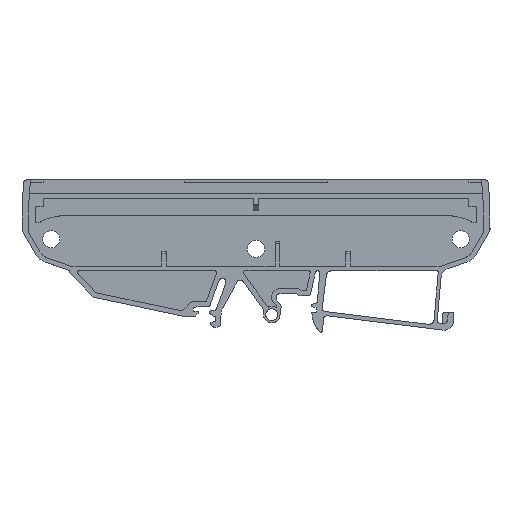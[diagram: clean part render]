
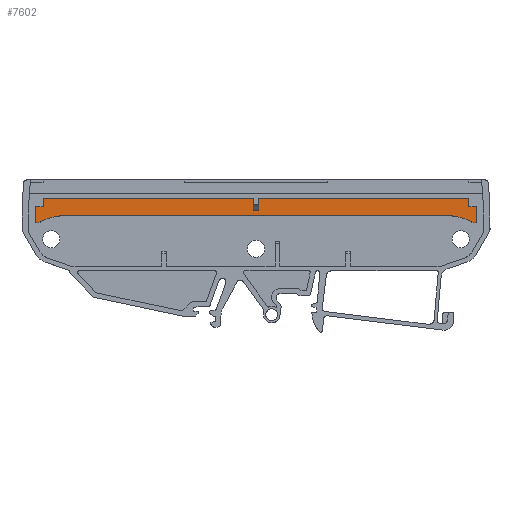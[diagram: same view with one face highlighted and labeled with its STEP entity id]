
A CAD part, left-side view. The second image highlights one B-rep face of the part: STEP entity #7602.
In plain terms, the highlighted planar face has unit normal (-1, 0, 0).
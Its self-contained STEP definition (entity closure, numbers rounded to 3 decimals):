
#4741=AXIS2_PLACEMENT_3D('Plane Axis2P3D',#4738,#4739,#4740) ;
#7164=AXIS2_PLACEMENT_3D('Circle Axis2P3D',#7162,#7163,$) ;
#7322=AXIS2_PLACEMENT_3D('Circle Axis2P3D',#7320,#7321,$) ;
#4738=CARTESIAN_POINT('Axis2P3D Location',(5.,65.4,23.152)) ;
#7059=CARTESIAN_POINT('Vertex',(5.,5.948,37.404)) ;
#7062=CARTESIAN_POINT('Line Origine',(5.,5.948,36.228)) ;
#7066=CARTESIAN_POINT('Vertex',(5.,5.948,35.052)) ;
#7087=CARTESIAN_POINT('Line Origine',(5.,4.856,35.052)) ;
#7091=CARTESIAN_POINT('Vertex',(5.,3.765,35.052)) ;
#7112=CARTESIAN_POINT('Line Origine',(5.,3.765,32.802)) ;
#7116=CARTESIAN_POINT('Vertex',(5.,3.765,30.552)) ;
#7137=CARTESIAN_POINT('Line Origine',(5.,4.133,30.552)) ;
#7141=CARTESIAN_POINT('Vertex',(5.,4.5,30.552)) ;
#7162=CARTESIAN_POINT('Axis2P3D Location',(5.,4.499,31.054)) ;
#7166=CARTESIAN_POINT('Vertex',(5.,4.746,30.616)) ;
#7191=CARTESIAN_POINT('Vertex',(5.,8.68,32.152)) ;
#7195=CARTESIAN_POINT('Control Point',(5.,8.68,32.152)) ;
#7196=CARTESIAN_POINT('Control Point',(5.002,7.304,31.828)) ;
#7197=CARTESIAN_POINT('Control Point',(4.999,5.975,31.309)) ;
#7198=CARTESIAN_POINT('Control Point',(5.,4.746,30.616)) ;
#7217=CARTESIAN_POINT('Vertex',(5.,12.124,32.552)) ;
#7221=CARTESIAN_POINT('Control Point',(5.,12.124,32.552)) ;
#7222=CARTESIAN_POINT('Control Point',(5.,11.422,32.552)) ;
#7223=CARTESIAN_POINT('Control Point',(4.999,10.72,32.51)) ;
#7224=CARTESIAN_POINT('Control Point',(5.,10.055,32.433)) ;
#7225=CARTESIAN_POINT('Control Point',(5.,9.362,32.313)) ;
#7226=CARTESIAN_POINT('Control Point',(5.,8.68,32.152)) ;
#7241=CARTESIAN_POINT('Line Origine',(5.,65.4,32.552)) ;
#7245=CARTESIAN_POINT('Vertex',(5.,118.676,32.552)) ;
#7270=CARTESIAN_POINT('Vertex',(5.,122.12,32.152)) ;
#7274=CARTESIAN_POINT('Control Point',(5.,118.676,32.552)) ;
#7275=CARTESIAN_POINT('Control Point',(5.,119.378,32.552)) ;
#7276=CARTESIAN_POINT('Control Point',(4.999,120.08,32.51)) ;
#7277=CARTESIAN_POINT('Control Point',(5.,120.745,32.433)) ;
#7278=CARTESIAN_POINT('Control Point',(5.,121.438,32.313)) ;
#7279=CARTESIAN_POINT('Control Point',(5.,122.12,32.152)) ;
#7298=CARTESIAN_POINT('Vertex',(5.,126.054,30.616)) ;
#7302=CARTESIAN_POINT('Control Point',(5.,122.12,32.152)) ;
#7303=CARTESIAN_POINT('Control Point',(5.002,123.496,31.828)) ;
#7304=CARTESIAN_POINT('Control Point',(4.999,124.825,31.309)) ;
#7305=CARTESIAN_POINT('Control Point',(5.,126.054,30.616)) ;
#7320=CARTESIAN_POINT('Axis2P3D Location',(5.,126.301,31.054)) ;
#7324=CARTESIAN_POINT('Vertex',(5.,126.3,30.552)) ;
#7340=CARTESIAN_POINT('Line Origine',(5.,126.667,30.552)) ;
#7344=CARTESIAN_POINT('Vertex',(5.,127.035,30.552)) ;
#7365=CARTESIAN_POINT('Line Origine',(5.,127.035,32.802)) ;
#7369=CARTESIAN_POINT('Vertex',(5.,127.035,35.052)) ;
#7385=CARTESIAN_POINT('Line Origine',(5.,125.944,35.052)) ;
#7389=CARTESIAN_POINT('Vertex',(5.,124.852,35.052)) ;
#7410=CARTESIAN_POINT('Line Origine',(5.,124.852,36.228)) ;
#7414=CARTESIAN_POINT('Vertex',(5.,124.852,37.404)) ;
#7435=CARTESIAN_POINT('Line Origine',(5.,95.476,37.404)) ;
#7439=CARTESIAN_POINT('Vertex',(5.,66.1,37.404)) ;
#7460=CARTESIAN_POINT('Line Origine',(5.,66.1,35.728)) ;
#7464=CARTESIAN_POINT('Vertex',(5.,66.1,34.052)) ;
#7537=CARTESIAN_POINT('Vertex',(5.,64.7,34.052)) ;
#7540=CARTESIAN_POINT('Line Origine',(5.,64.7,35.728)) ;
#7544=CARTESIAN_POINT('Vertex',(5.,64.7,37.404)) ;
#7562=CARTESIAN_POINT('Line Origine',(5.,35.324,37.404)) ;
#7575=CARTESIAN_POINT('Line Origine',(5.,65.4,34.052)) ;
#4739=DIRECTION('Axis2P3D Direction',(1.,0.,0.)) ;
#4740=DIRECTION('Axis2P3D XDirection',(0.,1.,0.)) ;
#7063=DIRECTION('Vector Direction',(0.,0.,1.)) ;
#7088=DIRECTION('Vector Direction',(0.,-1.,0.)) ;
#7113=DIRECTION('Vector Direction',(0.,0.,1.)) ;
#7138=DIRECTION('Vector Direction',(0.,1.,0.)) ;
#7163=DIRECTION('Axis2P3D Direction',(-1.,0.,0.)) ;
#7242=DIRECTION('Vector Direction',(0.,1.,0.)) ;
#7321=DIRECTION('Axis2P3D Direction',(-1.,0.,0.)) ;
#7341=DIRECTION('Vector Direction',(0.,1.,0.)) ;
#7366=DIRECTION('Vector Direction',(0.,0.,1.)) ;
#7386=DIRECTION('Vector Direction',(0.,-1.,0.)) ;
#7411=DIRECTION('Vector Direction',(0.,0.,-1.)) ;
#7436=DIRECTION('Vector Direction',(0.,-1.,0.)) ;
#7461=DIRECTION('Vector Direction',(0.,0.,-1.)) ;
#7541=DIRECTION('Vector Direction',(0.,0.,-1.)) ;
#7563=DIRECTION('Vector Direction',(0.,-1.,0.)) ;
#7576=DIRECTION('Vector Direction',(0.,1.,0.)) ;
#7064=VECTOR('Line Direction',#7063,1.) ;
#7089=VECTOR('Line Direction',#7088,1.) ;
#7114=VECTOR('Line Direction',#7113,1.) ;
#7139=VECTOR('Line Direction',#7138,1.) ;
#7243=VECTOR('Line Direction',#7242,1.) ;
#7342=VECTOR('Line Direction',#7341,1.) ;
#7367=VECTOR('Line Direction',#7366,1.) ;
#7387=VECTOR('Line Direction',#7386,1.) ;
#7412=VECTOR('Line Direction',#7411,1.) ;
#7437=VECTOR('Line Direction',#7436,1.) ;
#7462=VECTOR('Line Direction',#7461,1.) ;
#7542=VECTOR('Line Direction',#7541,1.) ;
#7564=VECTOR('Line Direction',#7563,1.) ;
#7577=VECTOR('Line Direction',#7576,1.) ;
#7581=ORIENTED_EDGE('',*,*,#7247,.F.) ;
#7582=ORIENTED_EDGE('',*,*,#7227,.F.) ;
#7583=ORIENTED_EDGE('',*,*,#7199,.F.) ;
#7584=ORIENTED_EDGE('',*,*,#7168,.T.) ;
#7585=ORIENTED_EDGE('',*,*,#7143,.F.) ;
#7586=ORIENTED_EDGE('',*,*,#7118,.T.) ;
#7587=ORIENTED_EDGE('',*,*,#7093,.F.) ;
#7588=ORIENTED_EDGE('',*,*,#7068,.T.) ;
#7589=ORIENTED_EDGE('',*,*,#7566,.F.) ;
#7590=ORIENTED_EDGE('',*,*,#7546,.T.) ;
#7591=ORIENTED_EDGE('',*,*,#7579,.T.) ;
#7592=ORIENTED_EDGE('',*,*,#7466,.F.) ;
#7593=ORIENTED_EDGE('',*,*,#7441,.F.) ;
#7594=ORIENTED_EDGE('',*,*,#7416,.T.) ;
#7595=ORIENTED_EDGE('',*,*,#7391,.F.) ;
#7596=ORIENTED_EDGE('',*,*,#7371,.F.) ;
#7597=ORIENTED_EDGE('',*,*,#7346,.F.) ;
#7598=ORIENTED_EDGE('',*,*,#7326,.T.) ;
#7599=ORIENTED_EDGE('',*,*,#7306,.F.) ;
#7600=ORIENTED_EDGE('',*,*,#7280,.F.) ;
#7602=ADVANCED_FACE('ABSCHLUSSPLATTE',(#7601),#4742,.F.) ;
#7194=B_SPLINE_CURVE_WITH_KNOTS('',3,(#7195,#7196,#7197,#7198),.UNSPECIFIED.,.F.,.U.,(4,4),(0.,9.275),.UNSPECIFIED.) ;
#7220=B_SPLINE_CURVE_WITH_KNOTS('',5,(#7221,#7222,#7223,#7224,#7225,#7226),.UNSPECIFIED.,.F.,.U.,(6,6),(0.,7.674),.UNSPECIFIED.) ;
#7273=B_SPLINE_CURVE_WITH_KNOTS('',5,(#7274,#7275,#7276,#7277,#7278,#7279),.UNSPECIFIED.,.F.,.U.,(6,6),(0.,7.674),.UNSPECIFIED.) ;
#7301=B_SPLINE_CURVE_WITH_KNOTS('',3,(#7302,#7303,#7304,#7305),.UNSPECIFIED.,.F.,.U.,(4,4),(0.,9.275),.UNSPECIFIED.) ;
#7165=CIRCLE('generated circle',#7164,0.502) ;
#7323=CIRCLE('generated circle',#7322,0.502) ;
#7068=EDGE_CURVE('',#7067,#7060,#7065,.T.) ;
#7093=EDGE_CURVE('',#7067,#7092,#7090,.T.) ;
#7118=EDGE_CURVE('',#7117,#7092,#7115,.T.) ;
#7143=EDGE_CURVE('',#7117,#7142,#7140,.T.) ;
#7168=EDGE_CURVE('',#7167,#7142,#7165,.T.) ;
#7199=EDGE_CURVE('',#7167,#7192,#7194,.F.) ;
#7227=EDGE_CURVE('',#7192,#7218,#7220,.F.) ;
#7247=EDGE_CURVE('',#7218,#7246,#7244,.T.) ;
#7280=EDGE_CURVE('',#7246,#7271,#7273,.T.) ;
#7306=EDGE_CURVE('',#7271,#7299,#7301,.T.) ;
#7326=EDGE_CURVE('',#7325,#7299,#7323,.T.) ;
#7346=EDGE_CURVE('',#7325,#7345,#7343,.T.) ;
#7371=EDGE_CURVE('',#7345,#7370,#7368,.T.) ;
#7391=EDGE_CURVE('',#7370,#7390,#7388,.T.) ;
#7416=EDGE_CURVE('',#7415,#7390,#7413,.T.) ;
#7441=EDGE_CURVE('',#7415,#7440,#7438,.T.) ;
#7466=EDGE_CURVE('',#7440,#7465,#7463,.T.) ;
#7546=EDGE_CURVE('',#7545,#7538,#7543,.T.) ;
#7566=EDGE_CURVE('',#7545,#7060,#7565,.T.) ;
#7579=EDGE_CURVE('',#7538,#7465,#7578,.T.) ;
#7580=EDGE_LOOP('',(#7581,#7582,#7583,#7584,#7585,#7586,#7587,#7588,#7589,#7590,#7591,#7592,#7593,#7594,#7595,#7596,#7597,#7598,#7599,#7600)) ;
#7601=FACE_OUTER_BOUND('',#7580,.T.) ;
#7065=LINE('Line',#7062,#7064) ;
#7090=LINE('Line',#7087,#7089) ;
#7115=LINE('Line',#7112,#7114) ;
#7140=LINE('Line',#7137,#7139) ;
#7244=LINE('Line',#7241,#7243) ;
#7343=LINE('Line',#7340,#7342) ;
#7368=LINE('Line',#7365,#7367) ;
#7388=LINE('Line',#7385,#7387) ;
#7413=LINE('Line',#7410,#7412) ;
#7438=LINE('Line',#7435,#7437) ;
#7463=LINE('Line',#7460,#7462) ;
#7543=LINE('Line',#7540,#7542) ;
#7565=LINE('Line',#7562,#7564) ;
#7578=LINE('Line',#7575,#7577) ;
#4742=PLANE('',#4741) ;
#7060=VERTEX_POINT('',#7059) ;
#7067=VERTEX_POINT('',#7066) ;
#7092=VERTEX_POINT('',#7091) ;
#7117=VERTEX_POINT('',#7116) ;
#7142=VERTEX_POINT('',#7141) ;
#7167=VERTEX_POINT('',#7166) ;
#7192=VERTEX_POINT('',#7191) ;
#7218=VERTEX_POINT('',#7217) ;
#7246=VERTEX_POINT('',#7245) ;
#7271=VERTEX_POINT('',#7270) ;
#7299=VERTEX_POINT('',#7298) ;
#7325=VERTEX_POINT('',#7324) ;
#7345=VERTEX_POINT('',#7344) ;
#7370=VERTEX_POINT('',#7369) ;
#7390=VERTEX_POINT('',#7389) ;
#7415=VERTEX_POINT('',#7414) ;
#7440=VERTEX_POINT('',#7439) ;
#7465=VERTEX_POINT('',#7464) ;
#7538=VERTEX_POINT('',#7537) ;
#7545=VERTEX_POINT('',#7544) ;
